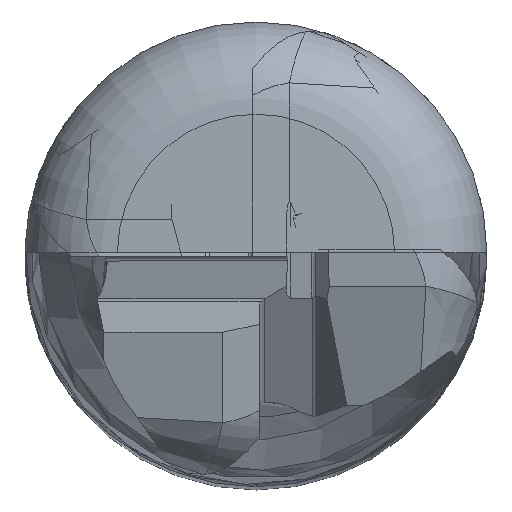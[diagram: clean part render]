
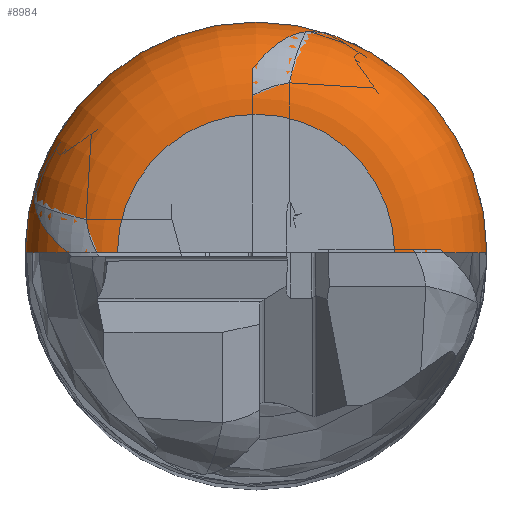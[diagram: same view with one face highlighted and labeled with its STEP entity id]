
A CAD part, top view. The second image highlights one B-rep face of the part: STEP entity #8984.
In plain terms, the highlighted toroidal (fillet/blend) face has major radius 3 mm and minor radius 2 mm.
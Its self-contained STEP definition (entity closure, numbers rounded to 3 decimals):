
#8906=CARTESIAN_POINT('',(0.,0.,78.));
#8907=DIRECTION('',(0.,0.,-1.));
#8908=DIRECTION('',(-1.,0.,0.));
#8909=AXIS2_PLACEMENT_3D('',#8906,#8907,#8908);
#8911=CARTESIAN_POINT('',(3.,0.,78.));
#8912=DIRECTION('',(0.,-1.,0.));
#8913=DIRECTION('',(1.,0.,0.));
#8914=AXIS2_PLACEMENT_3D('',#8911,#8912,#8913);
#8916=CARTESIAN_POINT('',(0.,0.,80.));
#8917=DIRECTION('',(0.,0.,1.));
#8918=DIRECTION('',(1.,0.,0.));
#8919=AXIS2_PLACEMENT_3D('',#8916,#8917,#8918);
#8921=CARTESIAN_POINT('',(-3.,0.,78.));
#8922=DIRECTION('',(0.,-1.,0.));
#8923=DIRECTION('',(0.,0.,1.));
#8924=AXIS2_PLACEMENT_3D('',#8921,#8922,#8923);
#8944=CARTESIAN_POINT('',(-3.,0.,80.));
#8945=CARTESIAN_POINT('',(3.,0.,80.));
#8946=VERTEX_POINT('',#8944);
#8947=VERTEX_POINT('',#8945);
#8949=CARTESIAN_POINT('',(-5.,0.,78.));
#8951=VERTEX_POINT('',#8949);
#8953=CARTESIAN_POINT('',(5.,0.,78.));
#8955=VERTEX_POINT('',#8953);
#8970=CARTESIAN_POINT('',(0.,0.,78.));
#8971=DIRECTION('',(0.,0.,1.));
#8972=DIRECTION('',(0.003,-1.,0.));
#8973=AXIS2_PLACEMENT_3D('',#8970,#8971,#8972);
#8974=TOROIDAL_SURFACE('',#8973,3.,2.);
#8976=ORIENTED_EDGE('',*,*,#8975,.T.);
#8978=ORIENTED_EDGE('',*,*,#8977,.T.);
#8979=ORIENTED_EDGE('',*,*,#8965,.T.);
#8981=ORIENTED_EDGE('',*,*,#8980,.T.);
#8982=EDGE_LOOP('',(#8976,#8978,#8979,#8981));
#8983=FACE_OUTER_BOUND('',#8982,.F.);
#8910=CIRCLE('',#8909,5.);
#8915=CIRCLE('',#8914,2.);
#8920=CIRCLE('',#8919,3.);
#8925=CIRCLE('',#8924,2.);
#8965=EDGE_CURVE('',#8947,#8946,#8920,.T.);
#8975=EDGE_CURVE('',#8951,#8955,#8910,.T.);
#8977=EDGE_CURVE('',#8955,#8947,#8915,.T.);
#8980=EDGE_CURVE('',#8946,#8951,#8925,.T.);
#8984=ADVANCED_FACE('',(#8983),#8974,.T.);
